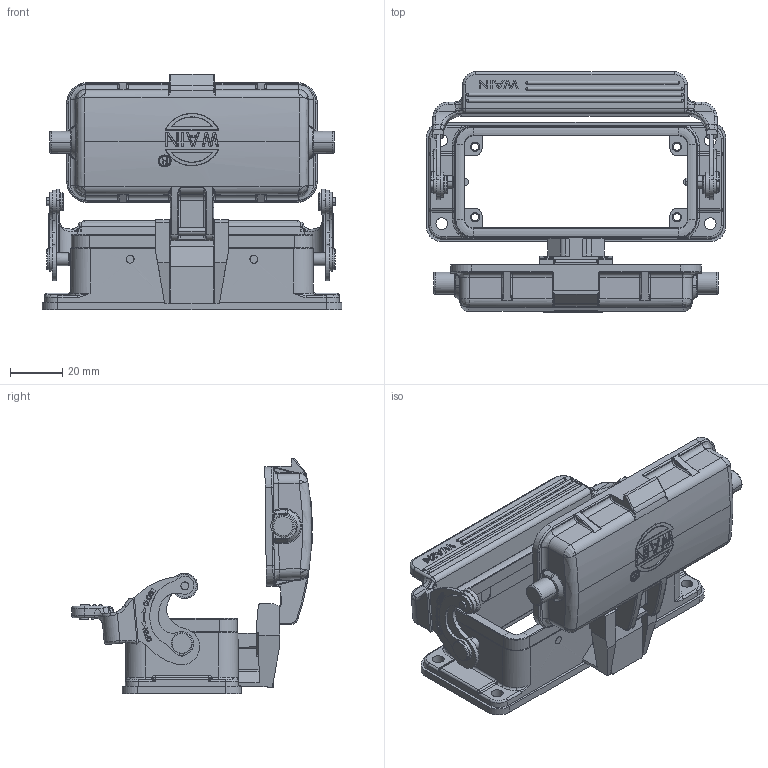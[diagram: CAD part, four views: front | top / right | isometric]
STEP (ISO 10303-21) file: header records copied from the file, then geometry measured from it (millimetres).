
FILE_DESCRIPTION((''),'2;1');
FILE_NAME('PRT0370','2017-09-29T',('dm.li'),(''),'PRO/ENGINEER BY PARAMETRIC TECHNOLOGY CORPORATION, 2012480','PRO/ENGINEER BY PARAMETRIC TECHNOLOGY CORPORATION, 2012480','');
FILE_SCHEMA(('AUTOMOTIVE_DESIGN { 1 0 10303 214 1 1 1 1 }'));
Products named in the file (1): PRT0370
Bounding box: 115 x 92.35 x 90.28 mm (x, y, z)
Volume: 76401.1 mm3; surface area: 56880.7 mm2
Topology: 1 solids, 25 shells, 2029 faces, 5278 edges, 3328 vertices
Faces by surface type: plane 736, cylinder 574, extrusion 278, bspline 217, torus 157, cone 37, sphere 30
Entity records: 80275 total; most frequent: CARTESIAN_POINT 26730, ORIENTED_EDGE 10414, DIRECTION 8403, EDGE_CURVE 5234, VERTEX_POINT 3328, VECTOR 2801, AXIS2_PLACEMENT_3D 2801, LINE 2523
